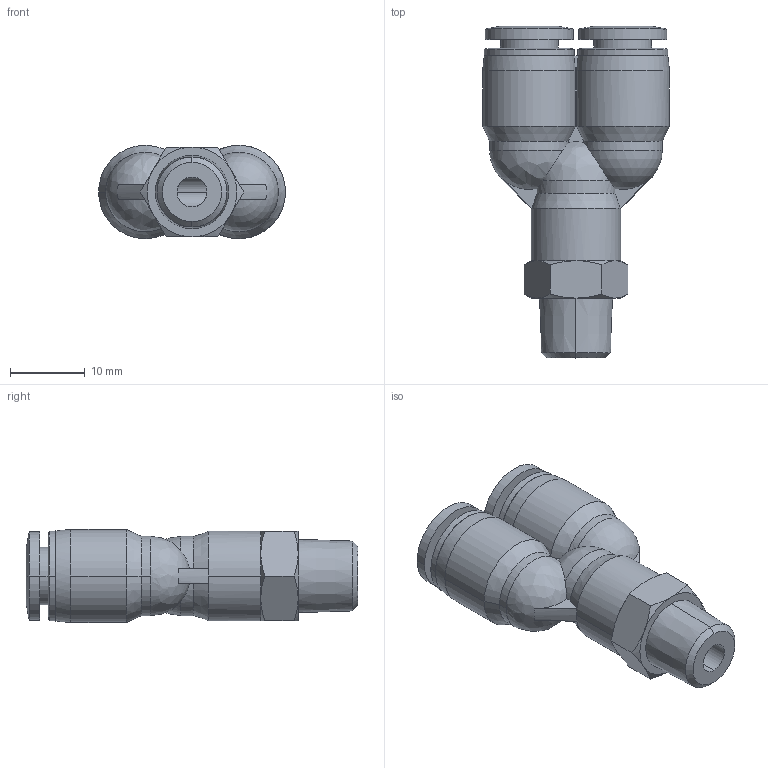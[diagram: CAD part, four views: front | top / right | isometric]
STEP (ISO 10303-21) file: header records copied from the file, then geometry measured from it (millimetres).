
FILE_DESCRIPTION (( 'STEP AP214' ), '1' );
FILE_NAME ('MY6M-18R.step', '2016-02-24T20:45:46', ( '' ), ( '' ), 'SwSTEP 2.0', 'SolidWorks 2015', '' );
FILE_SCHEMA (( 'AUTOMOTIVE_DESIGN' ));
Length unit declared in the file: inch
Products named in the file (1): MY6M-18R
Bounding box: 25 x 44.4 x 12.49 mm (x, y, z)
Volume: 5230.7 mm3; surface area: 4035.4 mm2
Topology: 1 solids, 1 shells, 101 faces, 245 edges, 149 vertices
Faces by surface type: cylinder 34, cone 32, plane 23, bspline 6, torus 5, sphere 1
Entity records: 3329 total; most frequent: CARTESIAN_POINT 1013, ORIENTED_EDGE 480, DIRECTION 473, EDGE_CURVE 240, AXIS2_PLACEMENT_3D 203, VERTEX_POINT 149, EDGE_LOOP 113, CIRCLE 107
